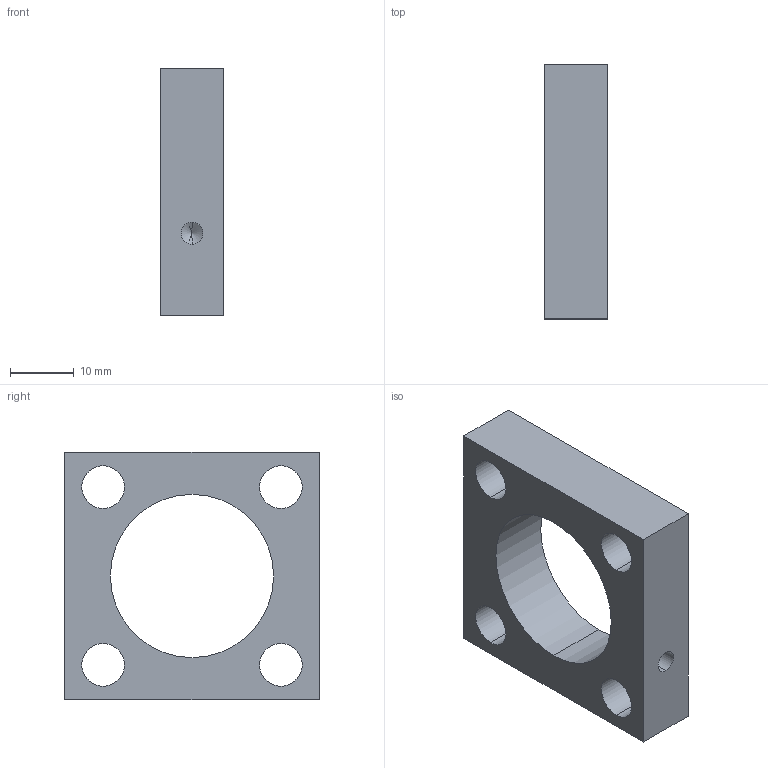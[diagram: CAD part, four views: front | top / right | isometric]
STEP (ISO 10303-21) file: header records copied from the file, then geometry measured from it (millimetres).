
FILE_DESCRIPTION (( 'STEP AP214' ), '1' );
FILE_NAME ('collimation lens plate.step', '2019-07-10T20:27:18', ( '' ), ( '' ), 'SwSTEP 2.0', 'SolidWorks 2019', '' );
FILE_SCHEMA (( 'AUTOMOTIVE_DESIGN' ));
Length unit declared in the file: millimetre
Products named in the file (1): collimation lens plate
Bounding box: 10 x 40 x 39 mm (x, y, z)
Volume: 8951.1 mm3; surface area: 5097.5 mm2
Topology: 1 solids, 1 shells, 20 faces, 52 edges, 33 vertices
Faces by surface type: cylinder 12, plane 6, cone 2
Entity records: 686 total; most frequent: DIRECTION 116, CARTESIAN_POINT 104, ORIENTED_EDGE 100, EDGE_CURVE 50, AXIS2_PLACEMENT_3D 45, VERTEX_POINT 33, EDGE_LOOP 31, LINE 26
